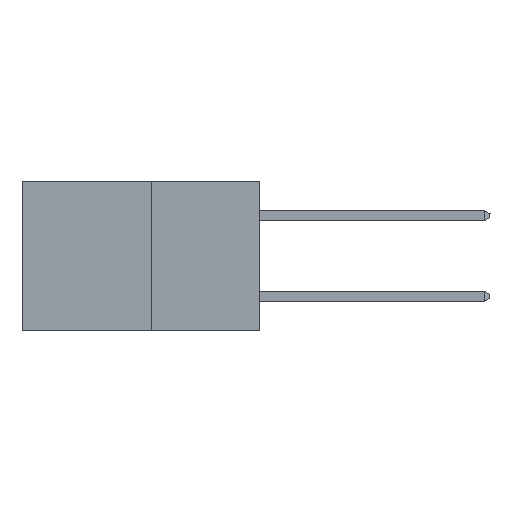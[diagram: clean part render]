
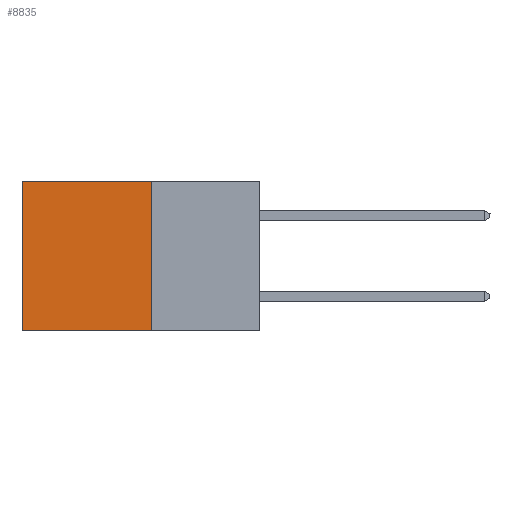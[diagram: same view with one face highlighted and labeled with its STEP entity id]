
A CAD part, left-side view. The second image highlights one B-rep face of the part: STEP entity #8835.
In plain terms, the highlighted planar face has unit normal (-1, 0, 0).
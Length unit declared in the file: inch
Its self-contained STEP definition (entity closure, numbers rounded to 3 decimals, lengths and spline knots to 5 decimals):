
#663 = CARTESIAN_POINT ( 'NONE',  ( 0.277, 0.27, -0.37 ) ) ;
#844 = LINE ( 'NONE', #2686, #9679 ) ;
#926 = DIRECTION ( 'NONE',  ( 0., 1., 0. ) ) ;
#1136 = CARTESIAN_POINT ( 'NONE',  ( 0.277, 0.59, -0.37 ) ) ;
#1146 = LINE ( 'NONE', #3189, #9941 ) ;
#1246 = EDGE_CURVE ( 'NONE', #3611, #10208, #3460, .T. ) ;
#1262 = EDGE_CURVE ( 'NONE', #6444, #3611, #3204, .T. ) ;
#2234 = CARTESIAN_POINT ( 'NONE',  ( 0.277, 0.27, 0. ) ) ;
#2686 = CARTESIAN_POINT ( 'NONE',  ( 0.277, 0.59, -0.37 ) ) ;
#2874 = PLANE ( 'NONE',  #9095 ) ;
#3189 = CARTESIAN_POINT ( 'NONE',  ( 0.277, 0.27, 0. ) ) ;
#3204 = LINE ( 'NONE', #5288, #5192 ) ;
#3460 = LINE ( 'NONE', #663, #7515 ) ;
#3611 = VERTEX_POINT ( 'NONE', #5521 ) ;
#3706 = DIRECTION ( 'NONE',  ( 0., 0., -1. ) ) ;
#3712 = FACE_OUTER_BOUND ( 'NONE', #4166, .T. ) ;
#4166 = EDGE_LOOP ( 'NONE', ( #10514, #10524, #10625, #10611 ) ) ;
#5192 = VECTOR ( 'NONE', #10972, 39.37008 ) ;
#5288 = CARTESIAN_POINT ( 'NONE',  ( 0.277, 0.27, -0.37 ) ) ;
#5384 = CARTESIAN_POINT ( 'NONE',  ( 0.277, 0.27, -0.37 ) ) ;
#5521 = CARTESIAN_POINT ( 'NONE',  ( 0.277, 0.27, -0.37 ) ) ;
#5746 = DIRECTION ( 'NONE',  ( 0., 1., 0. ) ) ;
#6292 = CARTESIAN_POINT ( 'NONE',  ( 0.277, 0.59, 0. ) ) ;
#6444 = VERTEX_POINT ( 'NONE', #2234 ) ;
#7515 = VECTOR ( 'NONE', #926, 39.37008 ) ;
#7834 = DIRECTION ( 'NONE',  ( 0., 0., -1. ) ) ;
#8835 = ADVANCED_FACE ( 'NONE', ( #3712 ), #2874, .F. ) ;
#8869 = DIRECTION ( 'NONE',  ( 1., 0., 0. ) ) ;
#9095 = AXIS2_PLACEMENT_3D ( 'NONE', #5384, #8869, #3706 ) ;
#9679 = VECTOR ( 'NONE', #7834, 39.37008 ) ;
#9785 = EDGE_CURVE ( 'NONE', #6444, #10912, #1146, .T. ) ;
#9941 = VECTOR ( 'NONE', #5746, 39.37008 ) ;
#10208 = VERTEX_POINT ( 'NONE', #1136 ) ;
#10514 = ORIENTED_EDGE ( 'NONE', *, *, #10730, .T. ) ;
#10524 = ORIENTED_EDGE ( 'NONE', *, *, #1246, .F. ) ;
#10611 = ORIENTED_EDGE ( 'NONE', *, *, #9785, .T. ) ;
#10625 = ORIENTED_EDGE ( 'NONE', *, *, #1262, .F. ) ;
#10730 = EDGE_CURVE ( 'NONE', #10912, #10208, #844, .T. ) ;
#10912 = VERTEX_POINT ( 'NONE', #6292 ) ;
#10972 = DIRECTION ( 'NONE',  ( 0., 0., -1. ) ) ;
